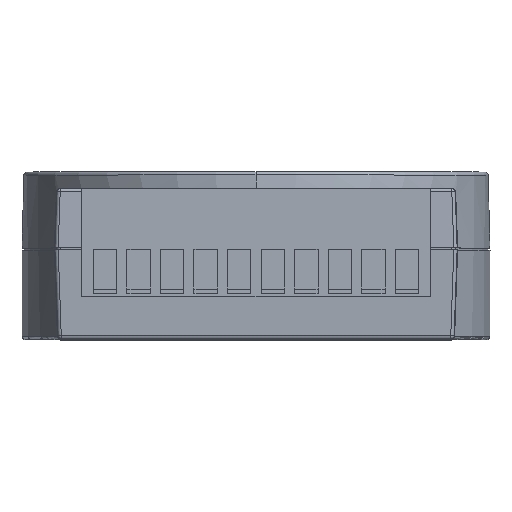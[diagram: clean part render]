
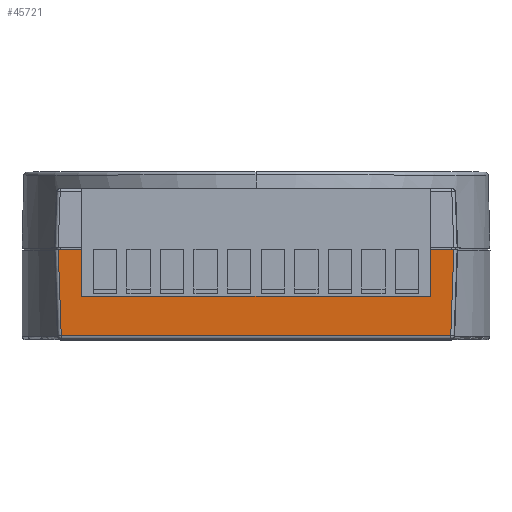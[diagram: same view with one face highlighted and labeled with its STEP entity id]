
A CAD part, top view. The second image highlights one B-rep face of the part: STEP entity #45721.
In plain terms, the highlighted planar face has unit normal (0, -0.035, 0.999).
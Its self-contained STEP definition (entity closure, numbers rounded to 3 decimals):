
#44280 = VERTEX_POINT ( 'NONE', #45047 ) ;
#44323 = VERTEX_POINT ( 'NONE', #45087 ) ;
#44327 = EDGE_CURVE ( 'NONE', #44323, #44280, #45085, .T. ) ;
#44340 = VERTEX_POINT ( 'NONE', #45266 ) ;
#44344 = EDGE_CURVE ( 'NONE', #44340, #44346, #45260, .T. ) ;
#44346 = VERTEX_POINT ( 'NONE', #45253 ) ;
#45047 = CARTESIAN_POINT ( 'NONE',  ( -26., -0.15, 50.995 ) ) ;
#45085 = LINE ( 'NONE', #45188, #45187 ) ;
#45087 = CARTESIAN_POINT ( 'NONE',  ( -29.495, -0.15, 50.995 ) ) ;
#45186 = DIRECTION ( 'NONE',  ( 1., 0., 0. ) ) ;
#45187 = VECTOR ( 'NONE', #45186, 1000. ) ;
#45188 = CARTESIAN_POINT ( 'NONE',  ( 30., -0.15, 50.995 ) ) ;
#45253 = CARTESIAN_POINT ( 'NONE',  ( 29.495, -0.15, 50.995 ) ) ;
#45256 = DIRECTION ( 'NONE',  ( 1., 0., 0. ) ) ;
#45257 = VECTOR ( 'NONE', #45256, 1000. ) ;
#45259 = CARTESIAN_POINT ( 'NONE',  ( 30., -0.15, 50.995 ) ) ;
#45260 = LINE ( 'NONE', #45259, #45257 ) ;
#45266 = CARTESIAN_POINT ( 'NONE',  ( 26., -0.15, 50.995 ) ) ;
#45578 = VERTEX_POINT ( 'NONE', #47504 ) ;
#45580 = VERTEX_POINT ( 'NONE', #47503 ) ;
#45583 = ORIENTED_EDGE ( 'NONE', *, *, #45585, .T. ) ;
#45585 = EDGE_CURVE ( 'NONE', #45580, #44280, #47501, .T. ) ;
#45586 = ORIENTED_EDGE ( 'NONE', *, *, #44327, .F. ) ;
#45687 = ORIENTED_EDGE ( 'NONE', *, *, #45688, .T. ) ;
#45688 = EDGE_CURVE ( 'NONE', #44323, #45689, #47621, .T. ) ;
#45689 = VERTEX_POINT ( 'NONE', #47617 ) ;
#45691 = ORIENTED_EDGE ( 'NONE', *, *, #45692, .T. ) ;
#45692 = EDGE_CURVE ( 'NONE', #45689, #45695, #47616, .T. ) ;
#45695 = VERTEX_POINT ( 'NONE', #47673 ) ;
#45698 = ORIENTED_EDGE ( 'NONE', *, *, #45699, .T. ) ;
#45699 = EDGE_CURVE ( 'NONE', #45695, #44346, #47672, .T. ) ;
#45700 = ORIENTED_EDGE ( 'NONE', *, *, #44344, .F. ) ;
#45701 = ORIENTED_EDGE ( 'NONE', *, *, #45703, .T. ) ;
#45703 = EDGE_CURVE ( 'NONE', #44340, #45578, #47668, .T. ) ;
#45721 = ADVANCED_FACE ( 'NONE', ( #47648 ), #47647, .T. ) ;
#45723 = EDGE_LOOP ( 'NONE', ( #45724, #45583, #45586, #45687, #45691, #45698, #45700, #45701 ) ) ;
#45724 = ORIENTED_EDGE ( 'NONE', *, *, #45726, .T. ) ;
#45726 = EDGE_CURVE ( 'NONE', #45578, #45580, #47641, .T. ) ;
#46092 = DIRECTION ( 'NONE',  ( -1., 0., 0. ) ) ;
#46093 = VECTOR ( 'NONE', #46092, 1000. ) ;
#47497 = DIRECTION ( 'NONE',  ( 0., 0.999, 0.035 ) ) ;
#47498 = VECTOR ( 'NONE', #47497, 1000. ) ;
#47499 = CARTESIAN_POINT ( 'NONE',  ( -26., 0., 51. ) ) ;
#47501 = LINE ( 'NONE', #47499, #47498 ) ;
#47503 = CARTESIAN_POINT ( 'NONE',  ( -26., -7.097, 50.752 ) ) ;
#47504 = CARTESIAN_POINT ( 'NONE',  ( 26., -7.097, 50.752 ) ) ;
#47613 = DIRECTION ( 'NONE',  ( 1., 0., 0. ) ) ;
#47614 = VECTOR ( 'NONE', #47613, 1000. ) ;
#47615 = CARTESIAN_POINT ( 'NONE',  ( 29.529, -13.017, 50.545 ) ) ;
#47616 = LINE ( 'NONE', #47615, #47614 ) ;
#47617 = CARTESIAN_POINT ( 'NONE',  ( -29.046, -13.017, 50.545 ) ) ;
#47618 = DIRECTION ( 'NONE',  ( 0.035, -0.999, -0.035 ) ) ;
#47619 = VECTOR ( 'NONE', #47618, 1000. ) ;
#47620 = CARTESIAN_POINT ( 'NONE',  ( -29.428, -2.073, 50.928 ) ) ;
#47621 = LINE ( 'NONE', #47620, #47619 ) ;
#47640 = CARTESIAN_POINT ( 'NONE',  ( 30., -7.097, 50.752 ) ) ;
#47641 = LINE ( 'NONE', #47640, #46093 ) ;
#47642 = DIRECTION ( 'NONE',  ( 0., -0.999, -0.035 ) ) ;
#47643 = DIRECTION ( 'NONE',  ( 0., -0.035, 0.999 ) ) ;
#47645 = CARTESIAN_POINT ( 'NONE',  ( 30., 0., 51. ) ) ;
#47646 = AXIS2_PLACEMENT_3D ( 'NONE', #47645, #47643, #47642 ) ;
#47647 = PLANE ( 'NONE',  #47646 ) ;
#47648 = FACE_OUTER_BOUND ( 'NONE', #45723, .T. ) ;
#47665 = DIRECTION ( 'NONE',  ( 0., -0.999, -0.035 ) ) ;
#47666 = VECTOR ( 'NONE', #47665, 1000. ) ;
#47667 = CARTESIAN_POINT ( 'NONE',  ( 26., 0., 51. ) ) ;
#47668 = LINE ( 'NONE', #47667, #47666 ) ;
#47669 = DIRECTION ( 'NONE',  ( 0.035, 0.999, 0.035 ) ) ;
#47670 = VECTOR ( 'NONE', #47669, 1000. ) ;
#47671 = CARTESIAN_POINT ( 'NONE',  ( 29.501, 0.017, 51.001 ) ) ;
#47672 = LINE ( 'NONE', #47671, #47670 ) ;
#47673 = CARTESIAN_POINT ( 'NONE',  ( 29.046, -13.017, 50.545 ) ) ;
